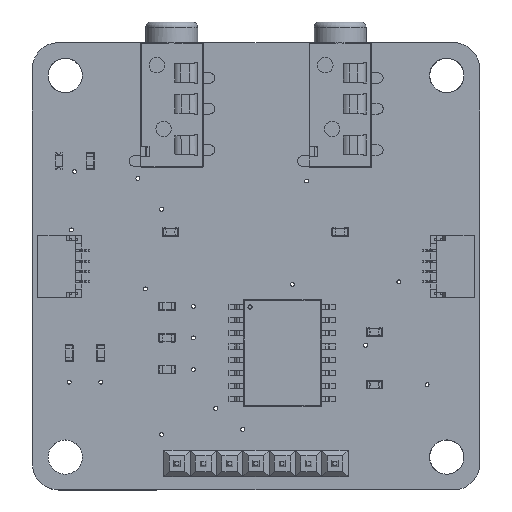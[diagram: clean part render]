
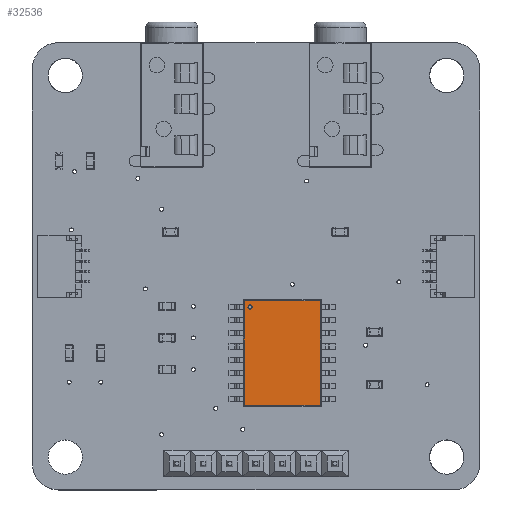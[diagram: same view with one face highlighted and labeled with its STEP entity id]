
A CAD part, top view. The second image highlights one B-rep face of the part: STEP entity #32536.
In plain terms, the highlighted planar face has unit normal (0, 0, 1).
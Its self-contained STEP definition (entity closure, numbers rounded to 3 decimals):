
#853=FACE_BOUND('',#5002,.T.);
#1601=PLANE('',#35387);
#3220=FACE_OUTER_BOUND('',#5001,.T.);
#5001=EDGE_LOOP('',(#27589,#27590,#27591,#27592));
#5002=EDGE_LOOP('',(#27593));
#6302=CIRCLE('',#35388,0.2);
#8739=LINE('',#52528,#12596);
#8740=LINE('',#52530,#12597);
#8741=LINE('',#52532,#12598);
#8742=LINE('',#52533,#12599);
#12596=VECTOR('',#41764,1000.);
#12597=VECTOR('',#41765,1000.);
#12598=VECTOR('',#41766,1000.);
#12599=VECTOR('',#41767,1000.);
#16090=VERTEX_POINT('',#52526);
#16091=VERTEX_POINT('',#52527);
#16092=VERTEX_POINT('',#52529);
#16093=VERTEX_POINT('',#52531);
#16094=VERTEX_POINT('',#52534);
#20083=EDGE_CURVE('',#16090,#16091,#8739,.T.);
#20084=EDGE_CURVE('',#16091,#16092,#8740,.T.);
#20085=EDGE_CURVE('',#16092,#16093,#8741,.T.);
#20086=EDGE_CURVE('',#16093,#16090,#8742,.T.);
#20087=EDGE_CURVE('',#16094,#16094,#6302,.F.);
#27589=ORIENTED_EDGE('',*,*,#20083,.T.);
#27590=ORIENTED_EDGE('',*,*,#20084,.T.);
#27591=ORIENTED_EDGE('',*,*,#20085,.T.);
#27592=ORIENTED_EDGE('',*,*,#20086,.T.);
#27593=ORIENTED_EDGE('',*,*,#20087,.T.);
#32536=ADVANCED_FACE('',(#3220,#853),#1601,.T.);
#35387=AXIS2_PLACEMENT_3D('',#52525,#41762,#41763);
#35388=AXIS2_PLACEMENT_3D('',#52535,#41768,#41769);
#41762=DIRECTION('center_axis',(0.,0.,1.));
#41763=DIRECTION('ref_axis',(1.,0.,0.));
#41764=DIRECTION('',(0.,1.,0.));
#41765=DIRECTION('',(-1.,0.,0.));
#41766=DIRECTION('',(0.,-1.,0.));
#41767=DIRECTION('',(1.,0.,0.));
#41768=DIRECTION('center_axis',(0.,0.,1.));
#41769=DIRECTION('ref_axis',(1.,0.,0.));
#52525=CARTESIAN_POINT('Origin',(0.,0.,2.65));
#52526=CARTESIAN_POINT('',(5.05,-3.65,2.65));
#52527=CARTESIAN_POINT('',(5.05,3.65,2.65));
#52528=CARTESIAN_POINT('',(5.05,0.,2.65));
#52529=CARTESIAN_POINT('',(-5.05,3.65,2.65));
#52530=CARTESIAN_POINT('',(0.,3.65,2.65));
#52531=CARTESIAN_POINT('',(-5.05,-3.65,2.65));
#52532=CARTESIAN_POINT('',(-5.05,-3.75,2.65));
#52533=CARTESIAN_POINT('',(5.15,-3.65,2.65));
#52534=CARTESIAN_POINT('',(-4.245,-3.115,2.65));
#52535=CARTESIAN_POINT('Origin',(-4.445,-3.115,2.65));
